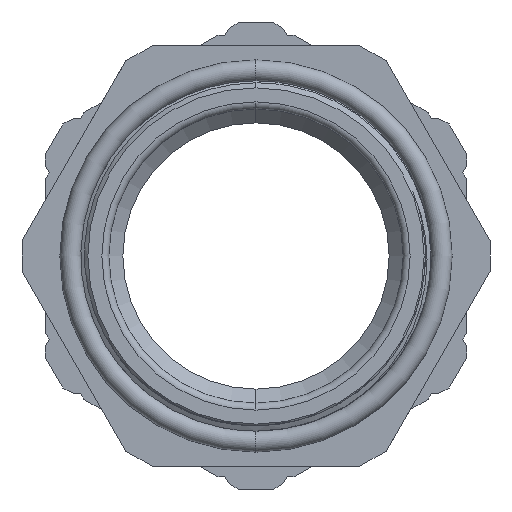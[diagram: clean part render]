
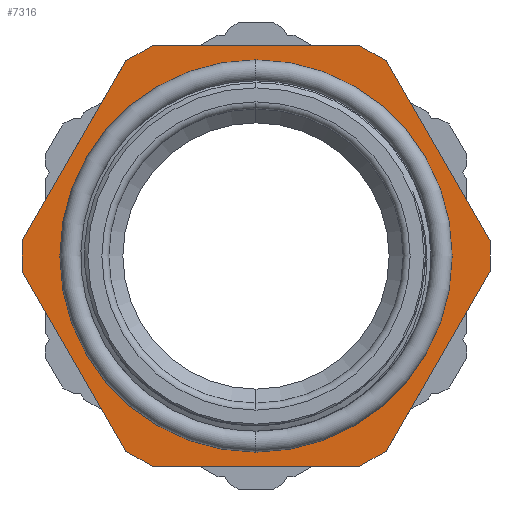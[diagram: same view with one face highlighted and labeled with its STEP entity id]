
A CAD part, front view. The second image highlights one B-rep face of the part: STEP entity #7316.
In plain terms, the highlighted planar face has unit normal (0, -1, 0).
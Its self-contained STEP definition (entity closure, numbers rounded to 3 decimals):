
#64 = VECTOR ( 'NONE', #1597, 1000. ) ;
#88 = AXIS2_PLACEMENT_3D ( 'NONE', #796, #930, #9302 ) ;
#194 = DIRECTION ( 'NONE',  ( 0., 0., -1. ) ) ;
#346 = ORIENTED_EDGE ( 'NONE', *, *, #3347, .T. ) ;
#436 = EDGE_CURVE ( 'NONE', #11008, #1529, #10098, .T. ) ;
#472 = CARTESIAN_POINT ( 'NONE',  ( -18.562, -17., 27.85 ) ) ;
#512 = CIRCLE ( 'NONE', #88, 25. ) ;
#621 = FACE_BOUND ( 'NONE', #4269, .T. ) ;
#630 = ORIENTED_EDGE ( 'NONE', *, *, #3596, .F. ) ;
#766 = CIRCLE ( 'NONE', #7110, 25. ) ;
#796 = CARTESIAN_POINT ( 'NONE',  ( 0., -17., 0. ) ) ;
#930 = DIRECTION ( 'NONE',  ( 0., -1., 0. ) ) ;
#1020 = VECTOR ( 'NONE', #5032, 1000. ) ;
#1108 = EDGE_CURVE ( 'NONE', #11240, #2312, #766, .T. ) ;
#1140 = CARTESIAN_POINT ( 'NONE',  ( 17.321, -17., -30. ) ) ;
#1315 = DIRECTION ( 'NONE',  ( -0.866, 0., -0.5 ) ) ;
#1451 = ORIENTED_EDGE ( 'NONE', *, *, #11979, .F. ) ;
#1511 = ORIENTED_EDGE ( 'NONE', *, *, #436, .F. ) ;
#1513 = VERTEX_POINT ( 'NONE', #2876 ) ;
#1529 = VERTEX_POINT ( 'NONE', #12570 ) ;
#1597 = DIRECTION ( 'NONE',  ( -0.5, 0., -0.866 ) ) ;
#1718 = CARTESIAN_POINT ( 'NONE',  ( -25., -17., 0. ) ) ;
#1722 = FACE_OUTER_BOUND ( 'NONE', #6308, .T. ) ;
#1837 = DIRECTION ( 'NONE',  ( 1., 0., 0. ) ) ;
#1905 = CARTESIAN_POINT ( 'NONE',  ( -18.562, -17., 27.85 ) ) ;
#1907 = VERTEX_POINT ( 'NONE', #11686 ) ;
#2095 = VERTEX_POINT ( 'NONE', #3718 ) ;
#2312 = VERTEX_POINT ( 'NONE', #4276 ) ;
#2694 = EDGE_CURVE ( 'NONE', #1907, #4358, #10369, .T. ) ;
#2819 = DIRECTION ( 'NONE',  ( -0.866, 0., 0.5 ) ) ;
#2851 = LINE ( 'NONE', #7045, #4033 ) ;
#2876 = CARTESIAN_POINT ( 'NONE',  ( 0., -17., 25. ) ) ;
#2917 = VERTEX_POINT ( 'NONE', #11987 ) ;
#2925 = CARTESIAN_POINT ( 'NONE',  ( 18.562, -17., 27.85 ) ) ;
#2952 = VERTEX_POINT ( 'NONE', #7890 ) ;
#3143 = VECTOR ( 'NONE', #3258, 1000. ) ;
#3194 = LINE ( 'NONE', #1140, #3143 ) ;
#3258 = DIRECTION ( 'NONE',  ( 0.5, 0., 0.866 ) ) ;
#3347 = EDGE_CURVE ( 'NONE', #11320, #4358, #5850, .T. ) ;
#3596 = EDGE_CURVE ( 'NONE', #5842, #8432, #4742, .T. ) ;
#3718 = CARTESIAN_POINT ( 'NONE',  ( 14.838, -17., -30. ) ) ;
#3831 = CARTESIAN_POINT ( 'NONE',  ( 0., -17., 0. ) ) ;
#3893 = EDGE_CURVE ( 'NONE', #2952, #11323, #5408, .T. ) ;
#3928 = EDGE_CURVE ( 'NONE', #2917, #11323, #3194, .T. ) ;
#3994 = VECTOR ( 'NONE', #2819, 1000. ) ;
#4033 = VECTOR ( 'NONE', #1837, 1000. ) ;
#4116 = EDGE_CURVE ( 'NONE', #2312, #1513, #7088, .T. ) ;
#4269 = EDGE_LOOP ( 'NONE', ( #13168, #1451, #5998 ) ) ;
#4276 = CARTESIAN_POINT ( 'NONE',  ( 0., -17., -25. ) ) ;
#4346 = ORIENTED_EDGE ( 'NONE', *, *, #2694, .F. ) ;
#4358 = VERTEX_POINT ( 'NONE', #10701 ) ;
#4699 = EDGE_CURVE ( 'NONE', #11320, #7606, #7415, .T. ) ;
#4742 = LINE ( 'NONE', #9867, #9927 ) ;
#4956 = CARTESIAN_POINT ( 'NONE',  ( -17.321, -17., 30. ) ) ;
#4965 = EDGE_CURVE ( 'NONE', #11008, #2095, #2851, .T. ) ;
#4995 = PLANE ( 'NONE',  #10588 ) ;
#5013 = DIRECTION ( 'NONE',  ( 0., 0., 1. ) ) ;
#5032 = DIRECTION ( 'NONE',  ( 0.5, 0., -0.866 ) ) ;
#5089 = VECTOR ( 'NONE', #5013, 1000. ) ;
#5124 = VECTOR ( 'NONE', #194, 1000. ) ;
#5204 = CARTESIAN_POINT ( 'NONE',  ( 0., -17., 0. ) ) ;
#5408 = LINE ( 'NONE', #9594, #5124 ) ;
#5546 = EDGE_CURVE ( 'NONE', #2952, #8432, #13483, .T. ) ;
#5556 = VECTOR ( 'NONE', #11837, 1000. ) ;
#5838 = DIRECTION ( 'NONE',  ( 0., 0., -1. ) ) ;
#5842 = VERTEX_POINT ( 'NONE', #7010 ) ;
#5850 = LINE ( 'NONE', #4956, #64 ) ;
#5896 = DIRECTION ( 'NONE',  ( 0.866, 0., -0.5 ) ) ;
#5998 = ORIENTED_EDGE ( 'NONE', *, *, #4116, .F. ) ;
#6006 = EDGE_CURVE ( 'NONE', #5842, #7606, #8263, .T. ) ;
#6125 = CARTESIAN_POINT ( 'NONE',  ( 34.641, -17., 0. ) ) ;
#6308 = EDGE_LOOP ( 'NONE', ( #4346, #9687, #1511, #11341, #6400, #11696, #12531, #12765, #630, #8169, #8399, #346 ) ) ;
#6330 = CARTESIAN_POINT ( 'NONE',  ( -33.4, -17., -2.15 ) ) ;
#6400 = ORIENTED_EDGE ( 'NONE', *, *, #9148, .F. ) ;
#6985 = CARTESIAN_POINT ( 'NONE',  ( 18.562, -17., -27.85 ) ) ;
#7010 = CARTESIAN_POINT ( 'NONE',  ( 14.838, -17., 30. ) ) ;
#7023 = CARTESIAN_POINT ( 'NONE',  ( -34.641, -17., 0. ) ) ;
#7045 = CARTESIAN_POINT ( 'NONE',  ( -17.321, -17., -30. ) ) ;
#7088 = CIRCLE ( 'NONE', #9070, 25. ) ;
#7110 = AXIS2_PLACEMENT_3D ( 'NONE', #5204, #12478, #12684 ) ;
#7316 = ADVANCED_FACE ( 'NONE', ( #621, #1722 ), #4995, .T. ) ;
#7415 = LINE ( 'NONE', #472, #5556 ) ;
#7594 = VECTOR ( 'NONE', #1315, 1000. ) ;
#7606 = VERTEX_POINT ( 'NONE', #10248 ) ;
#7742 = VECTOR ( 'NONE', #9435, 1000. ) ;
#7890 = CARTESIAN_POINT ( 'NONE',  ( 33.4, -17., 2.15 ) ) ;
#8169 = ORIENTED_EDGE ( 'NONE', *, *, #6006, .T. ) ;
#8263 = LINE ( 'NONE', #12437, #12334 ) ;
#8266 = CARTESIAN_POINT ( 'NONE',  ( -14.838, -17., -30. ) ) ;
#8399 = ORIENTED_EDGE ( 'NONE', *, *, #4699, .F. ) ;
#8432 = VERTEX_POINT ( 'NONE', #2925 ) ;
#9005 = DIRECTION ( 'NONE',  ( 0., -1., 0. ) ) ;
#9070 = AXIS2_PLACEMENT_3D ( 'NONE', #12902, #9005, #5838 ) ;
#9148 = EDGE_CURVE ( 'NONE', #2917, #2095, #12113, .T. ) ;
#9160 = LINE ( 'NONE', #7023, #1020 ) ;
#9246 = CARTESIAN_POINT ( 'NONE',  ( 33.4, -17., -2.15 ) ) ;
#9302 = DIRECTION ( 'NONE',  ( 0., 0., -1. ) ) ;
#9422 = DIRECTION ( 'NONE',  ( -1., 0., 0. ) ) ;
#9435 = DIRECTION ( 'NONE',  ( -0.5, 0., 0.866 ) ) ;
#9594 = CARTESIAN_POINT ( 'NONE',  ( 33.4, -17., 2.15 ) ) ;
#9687 = ORIENTED_EDGE ( 'NONE', *, *, #9889, .T. ) ;
#9867 = CARTESIAN_POINT ( 'NONE',  ( 14.838, -17., 30. ) ) ;
#9889 = EDGE_CURVE ( 'NONE', #1907, #1529, #9160, .T. ) ;
#9927 = VECTOR ( 'NONE', #5896, 1000. ) ;
#10098 = LINE ( 'NONE', #8266, #3994 ) ;
#10200 = DIRECTION ( 'NONE',  ( 0., 0., -1. ) ) ;
#10248 = CARTESIAN_POINT ( 'NONE',  ( -14.838, -17., 30. ) ) ;
#10369 = LINE ( 'NONE', #6330, #5089 ) ;
#10588 = AXIS2_PLACEMENT_3D ( 'NONE', #3831, #12197, #10200 ) ;
#10701 = CARTESIAN_POINT ( 'NONE',  ( -33.4, -17., 2.15 ) ) ;
#10824 = CARTESIAN_POINT ( 'NONE',  ( -14.838, -17., -30. ) ) ;
#11008 = VERTEX_POINT ( 'NONE', #10824 ) ;
#11240 = VERTEX_POINT ( 'NONE', #1718 ) ;
#11320 = VERTEX_POINT ( 'NONE', #1905 ) ;
#11323 = VERTEX_POINT ( 'NONE', #9246 ) ;
#11341 = ORIENTED_EDGE ( 'NONE', *, *, #4965, .T. ) ;
#11686 = CARTESIAN_POINT ( 'NONE',  ( -33.4, -17., -2.15 ) ) ;
#11696 = ORIENTED_EDGE ( 'NONE', *, *, #3928, .T. ) ;
#11837 = DIRECTION ( 'NONE',  ( 0.866, 0., 0.5 ) ) ;
#11979 = EDGE_CURVE ( 'NONE', #1513, #11240, #512, .T. ) ;
#11987 = CARTESIAN_POINT ( 'NONE',  ( 18.562, -17., -27.85 ) ) ;
#12113 = LINE ( 'NONE', #6985, #7594 ) ;
#12197 = DIRECTION ( 'NONE',  ( 0., -1., 0. ) ) ;
#12334 = VECTOR ( 'NONE', #9422, 1000. ) ;
#12437 = CARTESIAN_POINT ( 'NONE',  ( 17.321, -17., 30. ) ) ;
#12478 = DIRECTION ( 'NONE',  ( 0., -1., 0. ) ) ;
#12531 = ORIENTED_EDGE ( 'NONE', *, *, #3893, .F. ) ;
#12570 = CARTESIAN_POINT ( 'NONE',  ( -18.562, -17., -27.85 ) ) ;
#12684 = DIRECTION ( 'NONE',  ( 0., 0., -1. ) ) ;
#12765 = ORIENTED_EDGE ( 'NONE', *, *, #5546, .T. ) ;
#12902 = CARTESIAN_POINT ( 'NONE',  ( 0., -17., 0. ) ) ;
#13168 = ORIENTED_EDGE ( 'NONE', *, *, #1108, .F. ) ;
#13483 = LINE ( 'NONE', #6125, #7742 ) ;
